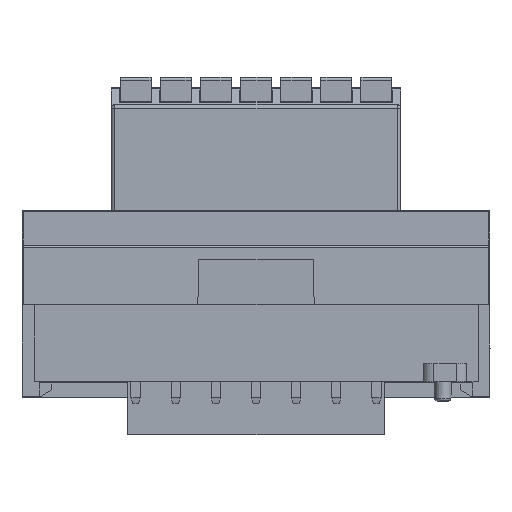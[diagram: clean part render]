
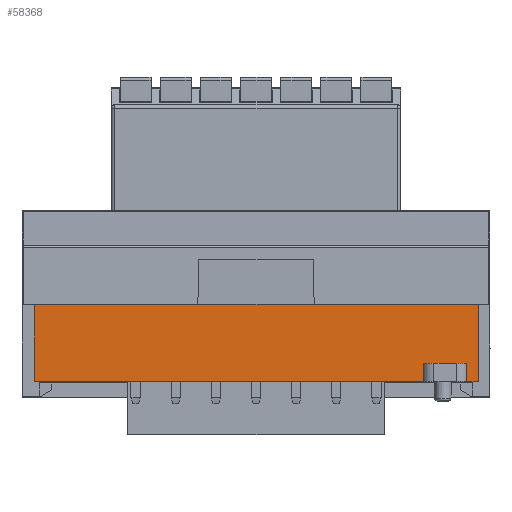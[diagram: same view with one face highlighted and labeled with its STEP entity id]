
A CAD part, top view. The second image highlights one B-rep face of the part: STEP entity #58368.
In plain terms, the highlighted planar face has unit normal (0, 0, 1).
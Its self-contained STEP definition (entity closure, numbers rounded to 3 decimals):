
#31535=DIRECTION('',(-1.,0.,0.));
#31536=VECTOR('',#31535,0.562);
#31537=CARTESIAN_POINT('',(56.496,17.7,13.514));
#31538=LINE('',#31537,#31536);
#31555=DIRECTION('',(-1.,0.,0.));
#31556=VECTOR('',#31555,0.516);
#31557=CARTESIAN_POINT('',(18.266,17.7,13.514));
#31558=LINE('',#31557,#31556);
#32031=DIRECTION('',(-1.,0.,0.));
#32032=VECTOR('',#32031,3.715);
#32033=CARTESIAN_POINT('',(55.457,12.6,13.514));
#32034=LINE('',#32033,#32032);
#32035=DIRECTION('',(-1.,0.,0.));
#32036=VECTOR('',#32035,33.992);
#32037=CARTESIAN_POINT('',(51.743,11.,13.514));
#32038=LINE('',#32037,#32036);
#32039=DIRECTION('',(0.005,1.,0.));
#32040=VECTOR('',#32039,6.4);
#32041=CARTESIAN_POINT('',(18.266,17.7,13.514));
#32042=LINE('',#32041,#32040);
#32043=DIRECTION('',(0.005,-1.,0.));
#32044=VECTOR('',#32043,6.4);
#32045=CARTESIAN_POINT('',(55.9,24.1,13.514));
#32046=LINE('',#32045,#32044);
#32047=DIRECTION('',(0.,-1.,0.));
#32048=VECTOR('',#32047,6.7);
#32049=CARTESIAN_POINT('',(56.496,17.7,13.514));
#32050=LINE('',#32049,#32048);
#32051=DIRECTION('',(-1.,0.,0.));
#32052=VECTOR('',#32051,1.038);
#32053=CARTESIAN_POINT('',(56.496,11.,13.514));
#32054=LINE('',#32053,#32052);
#32065=DIRECTION('',(0.,-1.,0.));
#32066=VECTOR('',#32065,1.6);
#32067=CARTESIAN_POINT('',(55.457,12.6,13.514));
#32068=LINE('',#32067,#32066);
#32081=DIRECTION('',(0.,1.,0.));
#32082=VECTOR('',#32081,1.6);
#32083=CARTESIAN_POINT('',(51.743,11.,13.514));
#32084=LINE('',#32083,#32082);
#32097=DIRECTION('',(0.,-1.,0.));
#32098=VECTOR('',#32097,6.7);
#32099=CARTESIAN_POINT('',(17.751,17.7,13.514));
#32100=LINE('',#32099,#32098);
#32348=DIRECTION('',(-1.,0.,0.));
#32349=VECTOR('',#32348,37.6);
#32350=CARTESIAN_POINT('',(55.9,24.1,13.514));
#32351=LINE('',#32350,#32349);
#46631=CARTESIAN_POINT('',(17.751,11.,13.514));
#46632=VERTEX_POINT('',#46631);
#46633=CARTESIAN_POINT('',(51.743,11.,13.514));
#46634=VERTEX_POINT('',#46633);
#46639=CARTESIAN_POINT('',(55.457,11.,13.514));
#46640=VERTEX_POINT('',#46639);
#46641=CARTESIAN_POINT('',(56.496,11.,13.514));
#46642=VERTEX_POINT('',#46641);
#47075=CARTESIAN_POINT('',(56.496,17.7,13.514));
#47077=VERTEX_POINT('',#47075);
#47078=CARTESIAN_POINT('',(55.934,17.7,13.514));
#47079=VERTEX_POINT('',#47078);
#47092=CARTESIAN_POINT('',(18.266,17.7,13.514));
#47093=VERTEX_POINT('',#47092);
#47094=CARTESIAN_POINT('',(17.751,17.7,13.514));
#47095=VERTEX_POINT('',#47094);
#47158=CARTESIAN_POINT('',(55.457,12.6,13.514));
#47159=CARTESIAN_POINT('',(51.743,12.6,13.514));
#47160=VERTEX_POINT('',#47158);
#47161=VERTEX_POINT('',#47159);
#47162=CARTESIAN_POINT('',(18.3,24.1,13.514));
#47163=VERTEX_POINT('',#47162);
#47164=CARTESIAN_POINT('',(55.9,24.1,13.514));
#47165=VERTEX_POINT('',#47164);
#58342=CARTESIAN_POINT('',(56.496,24.1,13.514));
#58343=DIRECTION('',(0.,0.,1.));
#58344=DIRECTION('',(-1.,0.,0.));
#58345=AXIS2_PLACEMENT_3D('',#58342,#58343,#58344);
#58346=PLANE('',#58345);
#58348=ORIENTED_EDGE('',*,*,#58347,.T.);
#58350=ORIENTED_EDGE('',*,*,#58349,.F.);
#58351=ORIENTED_EDGE('',*,*,#54777,.T.);
#58353=ORIENTED_EDGE('',*,*,#58352,.F.);
#58354=ORIENTED_EDGE('',*,*,#57124,.F.);
#58356=ORIENTED_EDGE('',*,*,#58355,.T.);
#58358=ORIENTED_EDGE('',*,*,#58357,.F.);
#58360=ORIENTED_EDGE('',*,*,#58359,.T.);
#58361=ORIENTED_EDGE('',*,*,#57108,.F.);
#58362=ORIENTED_EDGE('',*,*,#57163,.T.);
#58363=ORIENTED_EDGE('',*,*,#54785,.T.);
#58365=ORIENTED_EDGE('',*,*,#58364,.F.);
#58366=EDGE_LOOP('',(#58348,#58350,#58351,#58353,#58354,#58356,#58358,#58360,
#58361,#58362,#58363,#58365));
#58367=FACE_OUTER_BOUND('',#58366,.F.);
#58368=ADVANCED_FACE('',(#58367),#58346,.T.);
#54777=EDGE_CURVE('',#46634,#46632,#32038,.T.);
#54785=EDGE_CURVE('',#46642,#46640,#32054,.T.);
#57108=EDGE_CURVE('',#47077,#47079,#31538,.T.);
#57124=EDGE_CURVE('',#47093,#47095,#31558,.T.);
#57163=EDGE_CURVE('',#47077,#46642,#32050,.T.);
#58347=EDGE_CURVE('',#47160,#47161,#32034,.T.);
#58349=EDGE_CURVE('',#46634,#47161,#32084,.T.);
#58352=EDGE_CURVE('',#47095,#46632,#32100,.T.);
#58355=EDGE_CURVE('',#47093,#47163,#32042,.T.);
#58357=EDGE_CURVE('',#47165,#47163,#32351,.T.);
#58359=EDGE_CURVE('',#47165,#47079,#32046,.T.);
#58364=EDGE_CURVE('',#47160,#46640,#32068,.T.);
